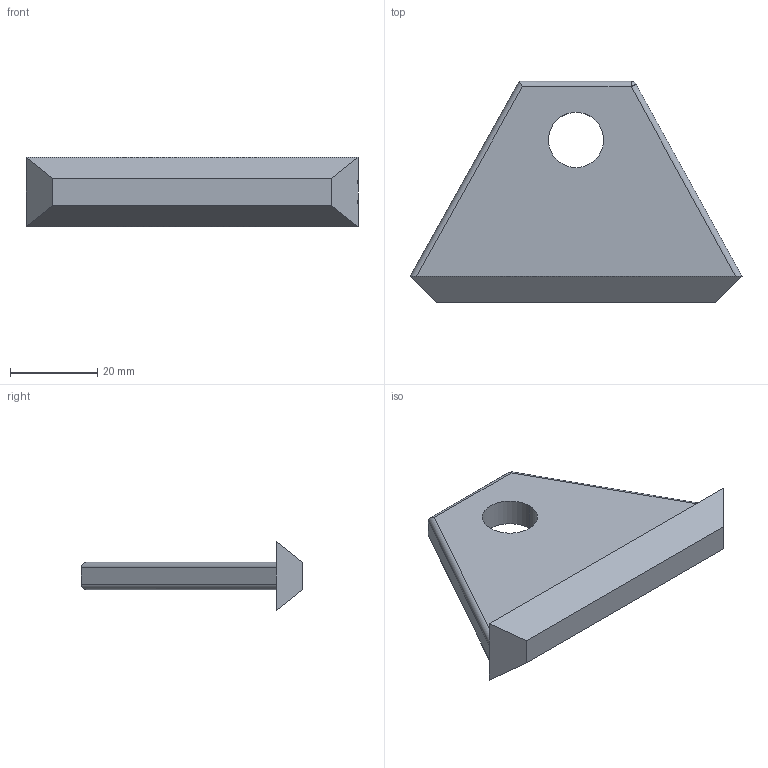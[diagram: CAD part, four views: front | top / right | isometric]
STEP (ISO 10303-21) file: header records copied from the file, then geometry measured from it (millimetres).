
FILE_DESCRIPTION (( 'STEP AP203' ), '1' );
FILE_NAME ('655096.SLDPRT.step', '2003-10-13T11:36:00', ( 'Jerry Winters' ), ( 'GoEngineer' ), 'SwSTEP 2.0', 'SolidWorks 2003174', '' );
FILE_SCHEMA (( 'CONFIG_CONTROL_DESIGN' ));
Length unit declared in the file: inch
Products named in the file (1): 655096.SLDPRT
Bounding box: 76.2 x 50.8 x 15.88 mm (x, y, z)
Volume: 18429.1 mm3; surface area: 7671.3 mm2
Topology: 1 solids, 1 shells, 23 faces, 53 edges, 30 vertices
Faces by surface type: plane 12, cylinder 9, sphere 2
Entity records: 702 total; most frequent: CARTESIAN_POINT 123, DIRECTION 103, ORIENTED_EDGE 102, EDGE_CURVE 51, LINE 35, VECTOR 35, AXIS2_PLACEMENT_3D 34, VERTEX_POINT 30
